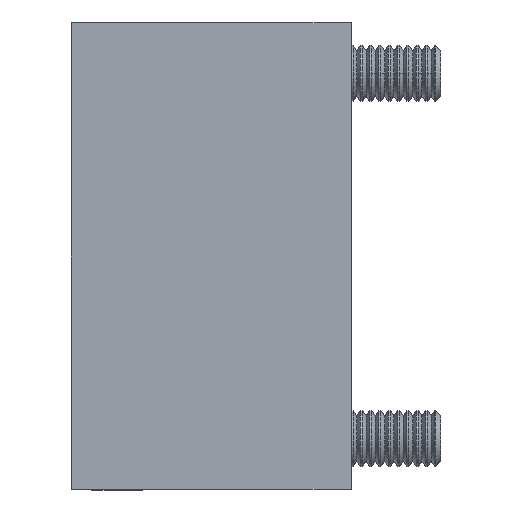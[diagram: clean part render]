
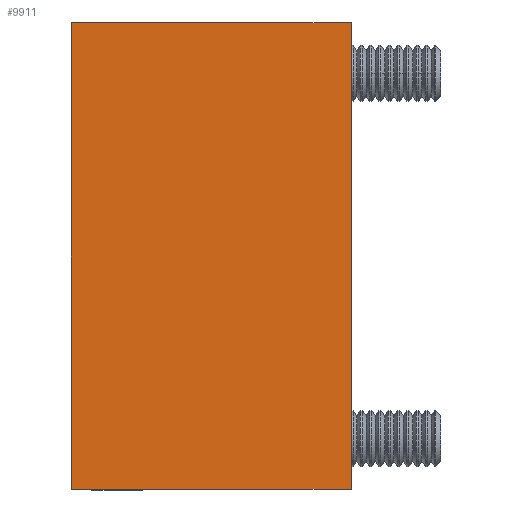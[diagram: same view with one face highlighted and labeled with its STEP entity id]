
A CAD part, left-side view. The second image highlights one B-rep face of the part: STEP entity #9911.
In plain terms, the highlighted planar face has unit normal (-1, 0, 0).
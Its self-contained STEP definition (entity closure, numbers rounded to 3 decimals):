
#22 = CARTESIAN_POINT ( 'NONE',  ( -47.5, 0., 12.5 ) ) ;
#899 = VERTEX_POINT ( 'NONE', #15231 ) ;
#1737 = CARTESIAN_POINT ( 'NONE',  ( -47.5, 7.5, -12.5 ) ) ;
#2006 = LINE ( 'NONE', #15851, #6381 ) ;
#2229 = VERTEX_POINT ( 'NONE', #1737 ) ;
#2864 = ORIENTED_EDGE ( 'NONE', *, *, #6844, .T. ) ;
#3261 = ORIENTED_EDGE ( 'NONE', *, *, #9286, .T. ) ;
#3407 = AXIS2_PLACEMENT_3D ( 'NONE', #17031, #18457, #7592 ) ;
#4104 = LINE ( 'NONE', #13580, #18674 ) ;
#4860 = PLANE ( 'NONE',  #3407 ) ;
#5279 = VERTEX_POINT ( 'NONE', #18429 ) ;
#6381 = VECTOR ( 'NONE', #15607, 1000. ) ;
#6636 = CARTESIAN_POINT ( 'NONE',  ( -47.5, -7.5, -12.5 ) ) ;
#6844 = EDGE_CURVE ( 'NONE', #18500, #5279, #7560, .T. ) ;
#7483 = ORIENTED_EDGE ( 'NONE', *, *, #18234, .T. ) ;
#7560 = LINE ( 'NONE', #7867, #10973 ) ;
#7592 = DIRECTION ( 'NONE',  ( 0., 0., 1. ) ) ;
#7867 = CARTESIAN_POINT ( 'NONE',  ( -47.5, -7.5, 12.5 ) ) ;
#8535 = EDGE_LOOP ( 'NONE', ( #7483, #3261, #11145, #2864 ) ) ;
#8809 = DIRECTION ( 'NONE',  ( 0., 1., 0. ) ) ;
#9137 = EDGE_CURVE ( 'NONE', #2229, #18500, #2006, .T. ) ;
#9286 = EDGE_CURVE ( 'NONE', #899, #2229, #4104, .T. ) ;
#9614 = VECTOR ( 'NONE', #8809, 1000. ) ;
#9911 = ADVANCED_FACE ( 'NONE', ( #13846 ), #4860, .T. ) ;
#10973 = VECTOR ( 'NONE', #14111, 1000. ) ;
#11145 = ORIENTED_EDGE ( 'NONE', *, *, #9137, .T. ) ;
#13250 = DIRECTION ( 'NONE',  ( 0., 0., -1. ) ) ;
#13580 = CARTESIAN_POINT ( 'NONE',  ( -47.5, 7.5, 0. ) ) ;
#13846 = FACE_OUTER_BOUND ( 'NONE', #8535, .T. ) ;
#14111 = DIRECTION ( 'NONE',  ( 0., 0., 1. ) ) ;
#15231 = CARTESIAN_POINT ( 'NONE',  ( -47.5, 7.5, 12.5 ) ) ;
#15607 = DIRECTION ( 'NONE',  ( 0., -1., 0. ) ) ;
#15851 = CARTESIAN_POINT ( 'NONE',  ( -47.5, 0., -12.5 ) ) ;
#16909 = LINE ( 'NONE', #22, #9614 ) ;
#17031 = CARTESIAN_POINT ( 'NONE',  ( -47.5, 0., 0. ) ) ;
#18234 = EDGE_CURVE ( 'NONE', #5279, #899, #16909, .T. ) ;
#18429 = CARTESIAN_POINT ( 'NONE',  ( -47.5, -7.5, 12.5 ) ) ;
#18457 = DIRECTION ( 'NONE',  ( -1., 0., 0. ) ) ;
#18500 = VERTEX_POINT ( 'NONE', #6636 ) ;
#18674 = VECTOR ( 'NONE', #13250, 1000. ) ;
